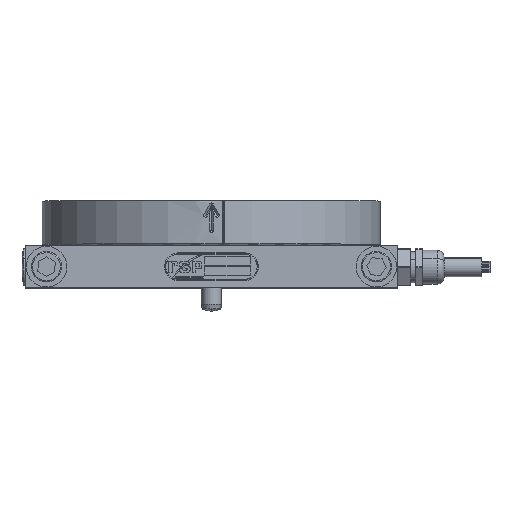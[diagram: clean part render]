
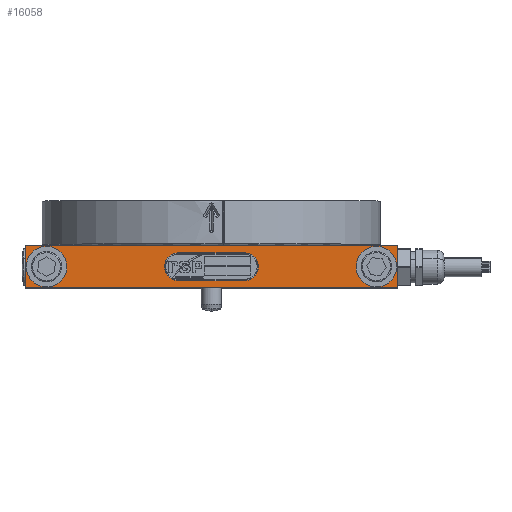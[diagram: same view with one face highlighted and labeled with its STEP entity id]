
A CAD part, top view. The second image highlights one B-rep face of the part: STEP entity #16058.
In plain terms, the highlighted planar face has unit normal (0, 0, 1).
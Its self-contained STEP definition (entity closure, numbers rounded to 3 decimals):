
#284 = ORIENTED_EDGE ( 'NONE', *, *, #946, .F. ) ;
#946 = EDGE_CURVE ( 'NONE', #17497, #26812, #32736, .T. ) ;
#2087 = DIRECTION ( 'NONE',  ( 0., 1., 0. ) ) ;
#2147 = DIRECTION ( 'NONE',  ( 0., 0., 1. ) ) ;
#2255 = CARTESIAN_POINT ( 'NONE',  ( -19.5, -39., 110. ) ) ;
#3451 = DIRECTION ( 'NONE',  ( 0., 1., 0. ) ) ;
#3523 = DIRECTION ( 'NONE',  ( 0., 0., 1. ) ) ;
#3559 = CARTESIAN_POINT ( 'NONE',  ( 19.5, -39., 110. ) ) ;
#3632 = CARTESIAN_POINT ( 'NONE',  ( -110., -26.5, 110. ) ) ;
#6486 = VERTEX_POINT ( 'NONE', #18161 ) ;
#6825 = ORIENTED_EDGE ( 'NONE', *, *, #26032, .F. ) ;
#6907 = VERTEX_POINT ( 'NONE', #43893 ) ;
#7224 = AXIS2_PLACEMENT_3D ( 'NONE', #3559, #3523, #3451 ) ;
#8909 = CIRCLE ( 'NONE', #7224, 8.2 ) ;
#10440 = CARTESIAN_POINT ( 'NONE',  ( 110., -51.5, 110. ) ) ;
#11397 = DIRECTION ( 'NONE',  ( 0., 0., -1. ) ) ;
#11557 = CARTESIAN_POINT ( 'NONE',  ( 110., -51.5, 110. ) ) ;
#12182 = FACE_OUTER_BOUND ( 'NONE', #31760, .T. ) ;
#12370 = VERTEX_POINT ( 'NONE', #34340 ) ;
#12950 = PLANE ( 'NONE',  #51534 ) ;
#14984 = ORIENTED_EDGE ( 'NONE', *, *, #26786, .F. ) ;
#15120 = VERTEX_POINT ( 'NONE', #18109 ) ;
#15151 = ORIENTED_EDGE ( 'NONE', *, *, #48080, .T. ) ;
#15204 = VECTOR ( 'NONE', #24800, 1000. ) ;
#15266 = DIRECTION ( 'NONE',  ( 0., 1., 0. ) ) ;
#16058 = ADVANCED_FACE ( 'NONE', ( #32413, #12182 ), #12950, .F. ) ;
#16203 = DIRECTION ( 'NONE',  ( -1., 0., 0. ) ) ;
#16367 = CARTESIAN_POINT ( 'NONE',  ( -19.5, -30.8, 110. ) ) ;
#17497 = VERTEX_POINT ( 'NONE', #45451 ) ;
#17616 = CARTESIAN_POINT ( 'NONE',  ( 110., -26.5, 110. ) ) ;
#17909 = EDGE_CURVE ( 'NONE', #6907, #15120, #37991, .T. ) ;
#17934 = EDGE_CURVE ( 'NONE', #23182, #17497, #34185, .T. ) ;
#18000 = VERTEX_POINT ( 'NONE', #21635 ) ;
#18109 = CARTESIAN_POINT ( 'NONE',  ( 19.5, -47.2, 110. ) ) ;
#18161 = CARTESIAN_POINT ( 'NONE',  ( 110., -26.5, 110. ) ) ;
#19126 = EDGE_LOOP ( 'NONE', ( #33615, #6825, #35159, #14984 ) ) ;
#21635 = CARTESIAN_POINT ( 'NONE',  ( -19.5, -30.8, 110. ) ) ;
#21662 = ORIENTED_EDGE ( 'NONE', *, *, #17934, .F. ) ;
#22013 = VECTOR ( 'NONE', #15266, 1000. ) ;
#22227 = CIRCLE ( 'NONE', #50785, 8.2 ) ;
#23182 = VERTEX_POINT ( 'NONE', #50671 ) ;
#23324 = DIRECTION ( 'NONE',  ( -1., 0., 0. ) ) ;
#23395 = VECTOR ( 'NONE', #23324, 1000. ) ;
#23637 = CARTESIAN_POINT ( 'NONE',  ( 110., -51.5, 110. ) ) ;
#24286 = LINE ( 'NONE', #17616, #44522 ) ;
#24800 = DIRECTION ( 'NONE',  ( 1., 0., 0. ) ) ;
#25071 = CARTESIAN_POINT ( 'NONE',  ( -19.5, -47.2, 110. ) ) ;
#26032 = EDGE_CURVE ( 'NONE', #18000, #6907, #22227, .T. ) ;
#26786 = EDGE_CURVE ( 'NONE', #15120, #12370, #8909, .T. ) ;
#26812 = VERTEX_POINT ( 'NONE', #3632 ) ;
#29788 = EDGE_CURVE ( 'NONE', #12370, #18000, #46536, .T. ) ;
#29896 = VECTOR ( 'NONE', #38706, 1000. ) ;
#31760 = EDGE_LOOP ( 'NONE', ( #44375, #284, #21662, #15151 ) ) ;
#32413 = FACE_BOUND ( 'NONE', #19126, .T. ) ;
#32736 = LINE ( 'NONE', #43631, #22013 ) ;
#33275 = VECTOR ( 'NONE', #16203, 1000. ) ;
#33615 = ORIENTED_EDGE ( 'NONE', *, *, #17909, .F. ) ;
#34185 = LINE ( 'NONE', #23637, #23395 ) ;
#34340 = CARTESIAN_POINT ( 'NONE',  ( 19.5, -30.8, 110. ) ) ;
#35159 = ORIENTED_EDGE ( 'NONE', *, *, #29788, .F. ) ;
#37991 = LINE ( 'NONE', #25071, #15204 ) ;
#38706 = DIRECTION ( 'NONE',  ( 0., 1., 0. ) ) ;
#39382 = LINE ( 'NONE', #10440, #29896 ) ;
#41824 = DIRECTION ( 'NONE',  ( -1., 0., 0. ) ) ;
#43556 = DIRECTION ( 'NONE',  ( 0., -1., 0. ) ) ;
#43631 = CARTESIAN_POINT ( 'NONE',  ( -110., -51.5, 110. ) ) ;
#43893 = CARTESIAN_POINT ( 'NONE',  ( -19.5, -47.2, 110. ) ) ;
#44375 = ORIENTED_EDGE ( 'NONE', *, *, #44976, .T. ) ;
#44522 = VECTOR ( 'NONE', #41824, 1000. ) ;
#44976 = EDGE_CURVE ( 'NONE', #6486, #26812, #24286, .T. ) ;
#45451 = CARTESIAN_POINT ( 'NONE',  ( -110., -51.5, 110. ) ) ;
#46536 = LINE ( 'NONE', #16367, #33275 ) ;
#48080 = EDGE_CURVE ( 'NONE', #23182, #6486, #39382, .T. ) ;
#50671 = CARTESIAN_POINT ( 'NONE',  ( 110., -51.5, 110. ) ) ;
#50785 = AXIS2_PLACEMENT_3D ( 'NONE', #2255, #2147, #2087 ) ;
#51534 = AXIS2_PLACEMENT_3D ( 'NONE', #11557, #11397, #43556 ) ;
